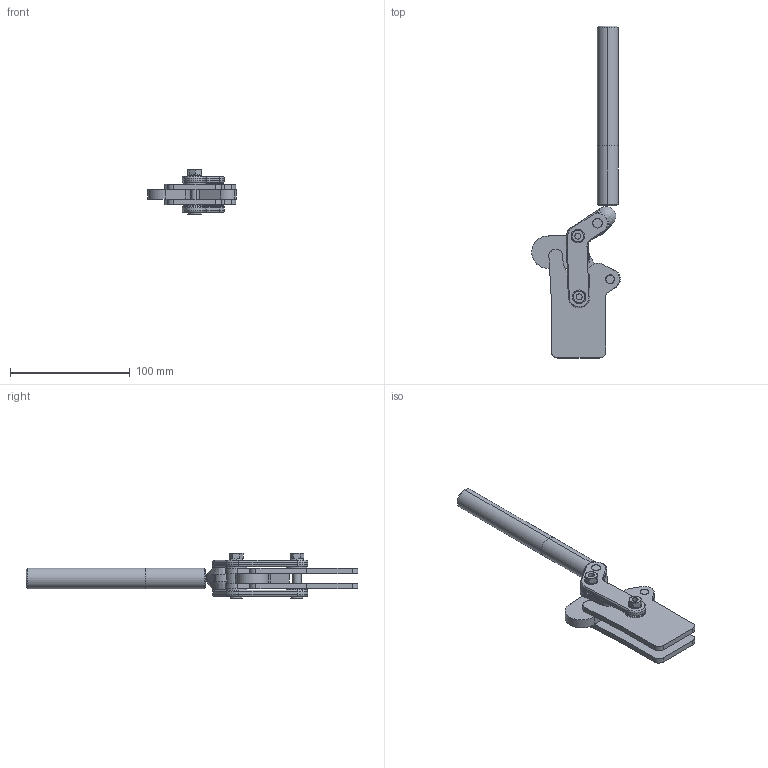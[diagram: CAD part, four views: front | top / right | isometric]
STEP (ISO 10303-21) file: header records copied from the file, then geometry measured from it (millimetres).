
FILE_DESCRIPTION (( 'STEP AP214' ), '1' );
FILE_NAME ('GH-701-C(Â²¤Æ).STEP', '2020-02-25T08:18:30', ( 'LinWei' ), ( '' ), 'SwSTEP 2.0', 'SolidWorks 2016', '' );
FILE_SCHEMA (( 'AUTOMOTIVE_DESIGN' ));
Length unit declared in the file: millimetre
Products named in the file (7): 4702C152; 3700126-1^GH-701-C(簡化); 3700108-1^GH-701-C(簡化); Group5^GH-701-C(簡化); Group2^GH-701-C(簡化); GH-701-C(簡化); 1701C14
Assembly tree (6 placements, depth 2):
  GH-701-C(簡化)
    Group2^GH-701-C(簡化)
    Group5^GH-701-C(簡化)
    3700108-1^GH-701-C(簡化)
    3700126-1^GH-701-C(簡化)
    4702C152
    1701C14
Bounding box: 73.94 x 277.28 x 38.2 mm (x, y, z)
Volume: 90283.9 mm3; surface area: 53980.3 mm2
Topology: 10 solids, 10 shells, 453 faces, 1243 edges, 824 vertices
Faces by surface type: plane 216, cylinder 183, torus 30, cone 16, bspline 8
Entity records: 19259 total; most frequent: CARTESIAN_POINT 3617, DIRECTION 2611, ORIENTED_EDGE 2482, EDGE_CURVE 1241, AXIS2_PLACEMENT_3D 972, VERTEX_POINT 824, LINE 667, VECTOR 667
